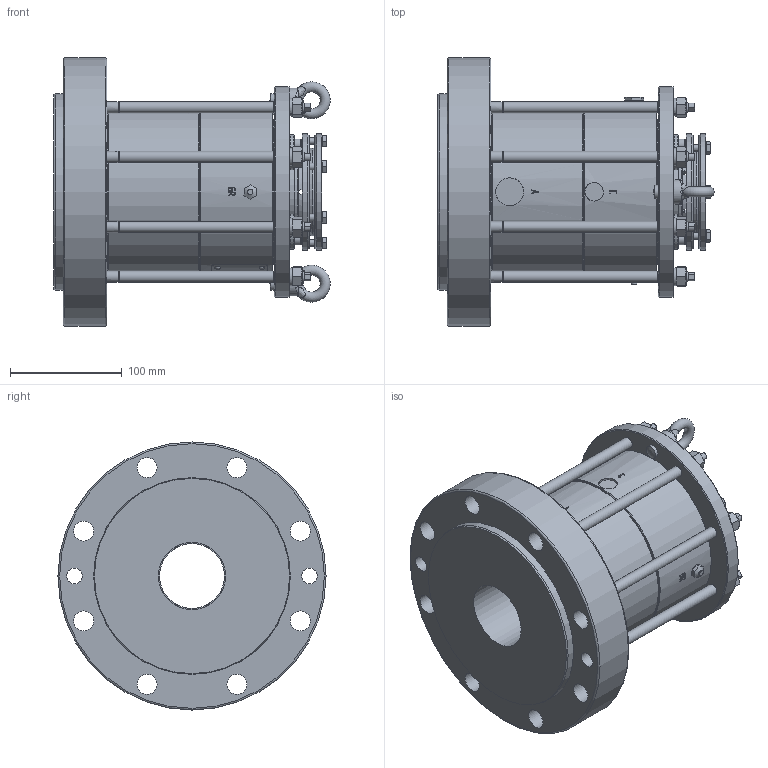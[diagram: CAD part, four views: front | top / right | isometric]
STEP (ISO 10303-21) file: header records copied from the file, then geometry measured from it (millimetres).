
FILE_DESCRIPTION(/* description */ ('Unknown'),/* implementation_level */ '2;1');
FILE_NAME(/* name */ '60mm',/* time_stamp */ '2023-04-13T13:25:53+01:00',/* author */ ('Unknown'),/* organization */ ('Unknown'),/* preprocessor_version */ 'ST-DEVELOPER v18.102',/* originating_system */ 'Solid Edge',/* authorisation */ 'Unknown');
FILE_SCHEMA (('AUTOMOTIVE_DESIGN {1 0 10303 214 3 1 1}'));
Length unit declared in the file: millimetre
Products named in the file (1): 60mm
Bounding box: 247.13 x 239.75 x 239.75 mm (x, y, z)
Volume: 4529439 mm3; surface area: 378049.7 mm2
Topology: 1 solids, 1 shells, 715 faces, 1785 edges, 1111 vertices
Faces by surface type: plane 306, cone 194, cylinder 142, bspline 40, torus 31, sphere 2
Full cylindrical faces by diameter (mm): 2.5 x4, 3.175 x2, 4.94 x1, 6 x6, 9.728 x1, 10 x4, 10.008 x32, 12 x2, 12.5 x1, 14 x2, 16.002 x1, 16.5 x1, 18 x8, 22 x2, 25 x2, 31.699 x4, 58 x1, 60 x1, 68.174 x1, 68.91 x1, 73.762 x1, 103.988 x2, 129.845 x1, 146.304 x1, 148.336 x1, 150.368 x1, 175.793 x1, 188.468 x1, 239.751 x1
Entity records: 26675 total; most frequent: CARTESIAN_POINT 6521, DIRECTION 2977, ORIENTED_EDGE 2974, EDGE_CURVE 1487, AXIS2_PLACEMENT_3D 1260, FACE_BOUND 1039, EDGE_LOOP 1035, VERTEX_POINT 1004
